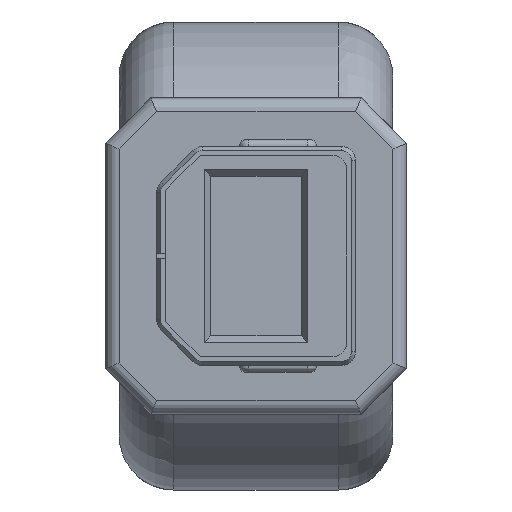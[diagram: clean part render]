
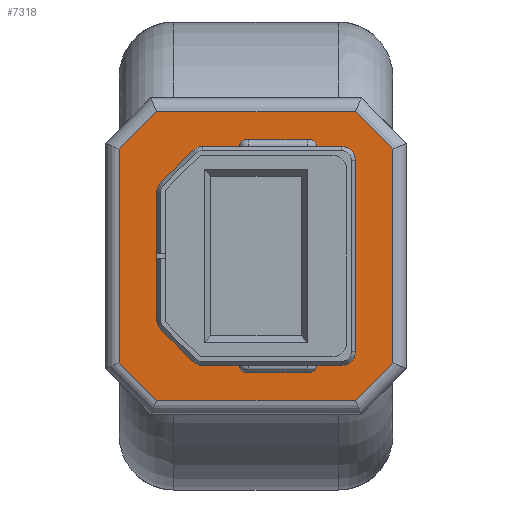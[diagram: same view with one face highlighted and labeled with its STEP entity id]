
A CAD part, left-side view. The second image highlights one B-rep face of the part: STEP entity #7318.
In plain terms, the highlighted face is planar.
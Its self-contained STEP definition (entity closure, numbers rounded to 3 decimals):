
#882 = CARTESIAN_POINT ( 'NONE',  ( 11.55, 10.5, 0. ) ) ;
#1652 = VERTEX_POINT ( 'NONE', #24465 ) ;
#1701 = DIRECTION ( 'NONE',  ( -0.707, -0.707, 0. ) ) ;
#1900 = ORIENTED_EDGE ( 'NONE', *, *, #14329, .T. ) ;
#1941 = CARTESIAN_POINT ( 'NONE',  ( 11.05, 11., 0. ) ) ;
#1994 = VECTOR ( 'NONE', #45237, 1000. ) ;
#2964 = VECTOR ( 'NONE', #36275, 1000. ) ;
#4221 = VERTEX_POINT ( 'NONE', #25798 ) ;
#4727 = LINE ( 'NONE', #1941, #29243 ) ;
#4738 = VERTEX_POINT ( 'NONE', #28468 ) ;
#4962 = CARTESIAN_POINT ( 'NONE',  ( 15.867, 6.683, 0. ) ) ;
#5166 = DIRECTION ( 'NONE',  ( -0.707, 0.707, 0. ) ) ;
#5170 = LINE ( 'NONE', #882, #2964 ) ;
#5396 = ORIENTED_EDGE ( 'NONE', *, *, #13353, .T. ) ;
#5967 = LINE ( 'NONE', #15911, #38859 ) ;
#6799 = FACE_OUTER_BOUND ( 'NONE', #32656, .T. ) ;
#7318 = ADVANCED_FACE ( 'NONE', ( #6799 ), #45982, .F. ) ;
#7528 = VECTOR ( 'NONE', #8798, 1000. ) ;
#8193 = LINE ( 'NONE', #4962, #39959 ) ;
#8261 = VERTEX_POINT ( 'NONE', #21569 ) ;
#8798 = DIRECTION ( 'NONE',  ( 0.707, 0.707, 0. ) ) ;
#9967 = CARTESIAN_POINT ( 'NONE',  ( 11.55, 11., 0. ) ) ;
#10194 = CARTESIAN_POINT ( 'NONE',  ( 11.55, 0.5, 0. ) ) ;
#11193 = CARTESIAN_POINT ( 'NONE',  ( 1.865, 10.5, 0. ) ) ;
#11587 = LINE ( 'NONE', #44421, #29436 ) ;
#12314 = AXIS2_PLACEMENT_3D ( 'NONE', #9967, #28191, #16845 ) ;
#13353 = EDGE_CURVE ( 'NONE', #8261, #20782, #8193, .T. ) ;
#14329 = EDGE_CURVE ( 'NONE', #4221, #17644, #17025, .T. ) ;
#15911 = CARTESIAN_POINT ( 'NONE',  ( 1.458, 0.908, 0. ) ) ;
#16845 = DIRECTION ( 'NONE',  ( 1., 0., 0. ) ) ;
#16988 = CARTESIAN_POINT ( 'NONE',  ( 10.367, 9.817, 0. ) ) ;
#17025 = LINE ( 'NONE', #16988, #1994 ) ;
#17034 = EDGE_CURVE ( 'NONE', #1652, #4738, #11587, .T. ) ;
#17644 = VERTEX_POINT ( 'NONE', #26841 ) ;
#19752 = EDGE_CURVE ( 'NONE', #4738, #36279, #45472, .T. ) ;
#20782 = VERTEX_POINT ( 'NONE', #38387 ) ;
#21569 = CARTESIAN_POINT ( 'NONE',  ( 11.05, 1.865, 0. ) ) ;
#21861 = CARTESIAN_POINT ( 'NONE',  ( 1.865, 0.5, 0. ) ) ;
#22062 = LINE ( 'NONE', #10194, #28802 ) ;
#22090 = ORIENTED_EDGE ( 'NONE', *, *, #25397, .T. ) ;
#22996 = DIRECTION ( 'NONE',  ( 0., 1., 0. ) ) ;
#24465 = CARTESIAN_POINT ( 'NONE',  ( 0.5, 1.865, 0. ) ) ;
#25397 = EDGE_CURVE ( 'NONE', #20782, #45431, #22062, .T. ) ;
#25798 = CARTESIAN_POINT ( 'NONE',  ( 9.685, 10.5, 0. ) ) ;
#26841 = CARTESIAN_POINT ( 'NONE',  ( 11.05, 9.135, 0. ) ) ;
#28114 = DIRECTION ( 'NONE',  ( -1., 0., 0. ) ) ;
#28191 = DIRECTION ( 'NONE',  ( 0., 0., 1. ) ) ;
#28398 = ORIENTED_EDGE ( 'NONE', *, *, #37202, .T. ) ;
#28468 = CARTESIAN_POINT ( 'NONE',  ( 0.5, 9.135, 0. ) ) ;
#28802 = VECTOR ( 'NONE', #28114, 1000. ) ;
#29243 = VECTOR ( 'NONE', #41495, 1000. ) ;
#29436 = VECTOR ( 'NONE', #22996, 1000. ) ;
#29746 = EDGE_CURVE ( 'NONE', #36279, #4221, #5170, .T. ) ;
#32656 = EDGE_LOOP ( 'NONE', ( #33926, #41342, #44780, #1900, #45689, #5396, #22090, #28398 ) ) ;
#33926 = ORIENTED_EDGE ( 'NONE', *, *, #17034, .T. ) ;
#36275 = DIRECTION ( 'NONE',  ( 1., 0., 0. ) ) ;
#36279 = VERTEX_POINT ( 'NONE', #11193 ) ;
#37153 = CARTESIAN_POINT ( 'NONE',  ( 6.958, 15.592, 0. ) ) ;
#37202 = EDGE_CURVE ( 'NONE', #45431, #1652, #5967, .T. ) ;
#38387 = CARTESIAN_POINT ( 'NONE',  ( 9.685, 0.5, 0. ) ) ;
#38859 = VECTOR ( 'NONE', #5166, 1000. ) ;
#39163 = EDGE_CURVE ( 'NONE', #17644, #8261, #4727, .T. ) ;
#39959 = VECTOR ( 'NONE', #1701, 1000. ) ;
#41342 = ORIENTED_EDGE ( 'NONE', *, *, #19752, .T. ) ;
#41495 = DIRECTION ( 'NONE',  ( 0., -1., 0. ) ) ;
#44421 = CARTESIAN_POINT ( 'NONE',  ( 0.5, 11., 0. ) ) ;
#44780 = ORIENTED_EDGE ( 'NONE', *, *, #29746, .T. ) ;
#45237 = DIRECTION ( 'NONE',  ( 0.707, -0.707, 0. ) ) ;
#45431 = VERTEX_POINT ( 'NONE', #21861 ) ;
#45472 = LINE ( 'NONE', #37153, #7528 ) ;
#45689 = ORIENTED_EDGE ( 'NONE', *, *, #39163, .T. ) ;
#45982 = PLANE ( 'NONE',  #12314 ) ;
